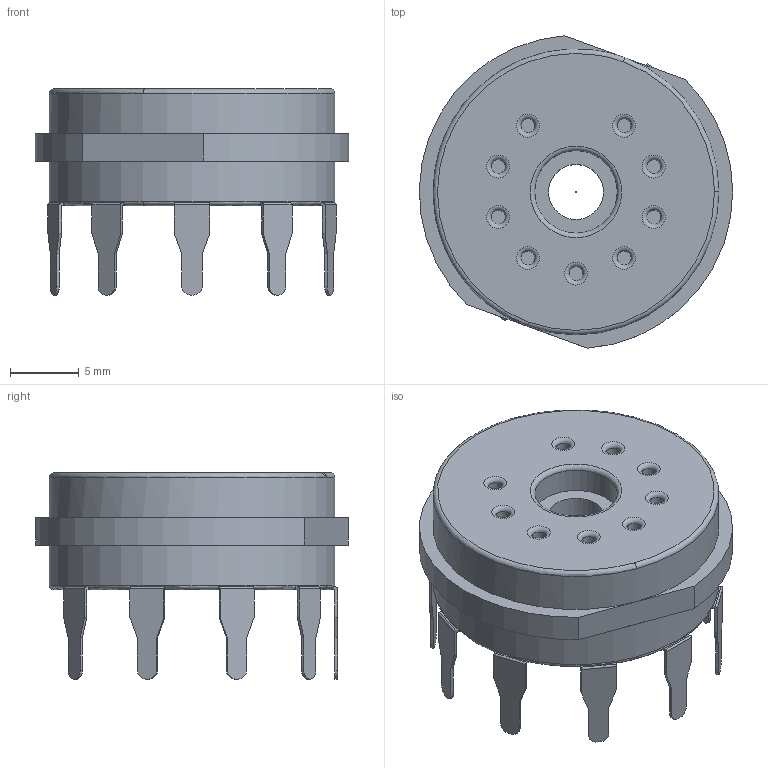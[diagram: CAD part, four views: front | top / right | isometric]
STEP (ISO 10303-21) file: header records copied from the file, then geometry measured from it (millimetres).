
FILE_DESCRIPTION(/* description */ ('model of Valve_Noval-B9A_Belton-VT9-PT_Socket'),/* implementation_level */ '2;1');
FILE_NAME(/* name */ 'Valve_Noval-B9A_Belton-VT9-PT_Socket.step',/* time_stamp */ '2018-12-04T20:22:25',/* author */ ('kicad StepUp','ksu'),/* organization */ ('FreeCAD'),/* preprocessor_version */ 'OCC',/* originating_system */ 'kicad StepUp',/* authorisation */ '');
FILE_SCHEMA(('AUTOMOTIVE_DESIGN { 1 0 10303 214 1 1 1 1 }'));
Length unit declared in the file: millimetre
Products named in the file (1): Valve_Noval_B9A_Belton_VT9_PT_Socket
Bounding box: 22.8 x 22.74 x 15 mm (x, y, z)
Volume: 2848.6 mm3; surface area: 1811.2 mm2
Topology: 2 solids, 2 shells, 188 faces, 489 edges, 315 vertices
Faces by surface type: plane 128, cylinder 43, torus 16, bspline 1
Full cylindrical faces by diameter (mm): 0.1 x1, 1.016 x9, 4 x1, 6 x1, 20.8 x2
Entity records: 7273 total; most frequent: CARTESIAN_POINT 1240, DIRECTION 998, ORIENTED_EDGE 978, EDGE_CURVE 489, AXIS2_PLACEMENT_3D 343, VERTEX_POINT 315, LINE 312, VECTOR 312
